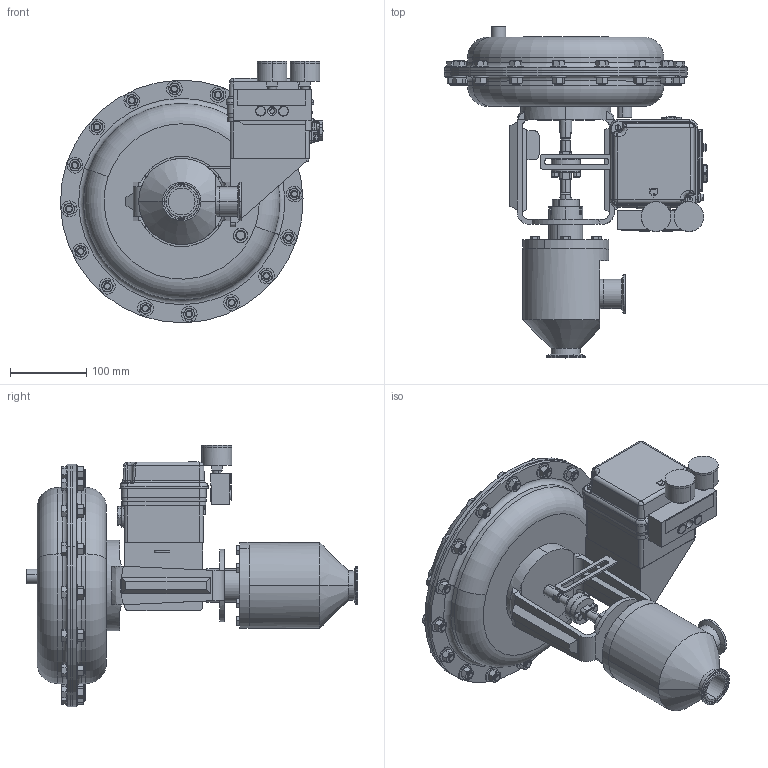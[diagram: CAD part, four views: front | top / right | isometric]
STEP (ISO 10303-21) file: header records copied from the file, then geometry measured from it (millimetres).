
FILE_DESCRIPTION (( 'STEP AP203' ), '1' );
FILE_NAME ('978SP-150-JD-55M-16IP.STEP', '2017-06-13T10:54:13', ( '' ), ( '' ), 'SwSTEP 2.0', 'SolidWorks 2014', '' );
FILE_SCHEMA (( 'CONFIG_CONTROL_DESIGN' ));
Length unit declared in the file: inch
Products named in the file (2): 978SP-150-JD-55M-16IP
Bounding box: 344.26 x 434.34 x 342.27 mm (x, y, z)
Volume: 8008184.6 mm3; surface area: 519269.5 mm2
Topology: 3 solids, 3 shells, 1635 faces, 3820 edges, 2324 vertices
Faces by surface type: plane 697, cone 455, cylinder 379, bspline 84, torus 20
Entity records: 51450 total; most frequent: CARTESIAN_POINT 15260, ORIENTED_EDGE 7604, DIRECTION 7290, EDGE_CURVE 3802, AXIS2_PLACEMENT_3D 2839, VERTEX_POINT 2324, EDGE_LOOP 1802, FACE_OUTER_BOUND 1635
